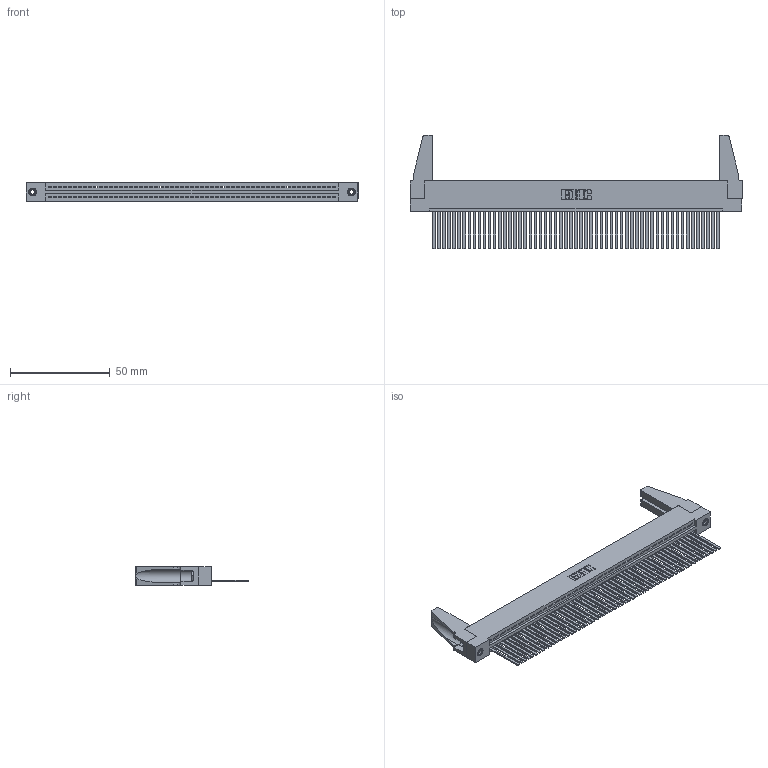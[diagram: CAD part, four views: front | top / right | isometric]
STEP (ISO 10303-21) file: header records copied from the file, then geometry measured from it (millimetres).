
FILE_DESCRIPTION (( 'STEP AP203' ), '1' );
FILE_NAME ('395-057-544-188.STEP', '2019-10-24T02:54:09', ( '' ), ( '' ), 'SwSTEP 2.0', 'SolidWorks 2016', '' );
FILE_SCHEMA (( 'CONFIG_CONTROL_DESIGN' ));
Length unit declared in the file: inch
Products named in the file (5): 345-250-001_345-250-001-102; 345-220-078_345-220-088; 345-292-001_345-293-144; 395-057-544-188; 345 Part_Flush Mounting Lugs - 0.156 Dia-TH
Assembly tree (62 placements, depth 2):
  395-057-544-188
    345 Part_Flush Mounting Lugs - 0.156 Dia-TH
    345-292-001_345-293-144  x57
    345-250-001_345-250-001-102  x2
    345-220-078_345-220-088  x2
Bounding box: 166.01 x 56.82 x 9.4 mm (x, y, z)
Volume: 19803.7 mm3; surface area: 27310 mm2
Topology: 62 solids, 62 shells, 3214 faces, 9661 edges, 6354 vertices
Faces by surface type: plane 2204, cylinder 994, cone 12, torus 4
Entity records: 42844 total; most frequent: CARTESIAN_POINT 7409, ORIENTED_EDGE 7360, DIRECTION 6454, EDGE_CURVE 3680, LINE 3282, VECTOR 3282, VERTEX_POINT 2446, AXIS2_PLACEMENT_3D 1586
